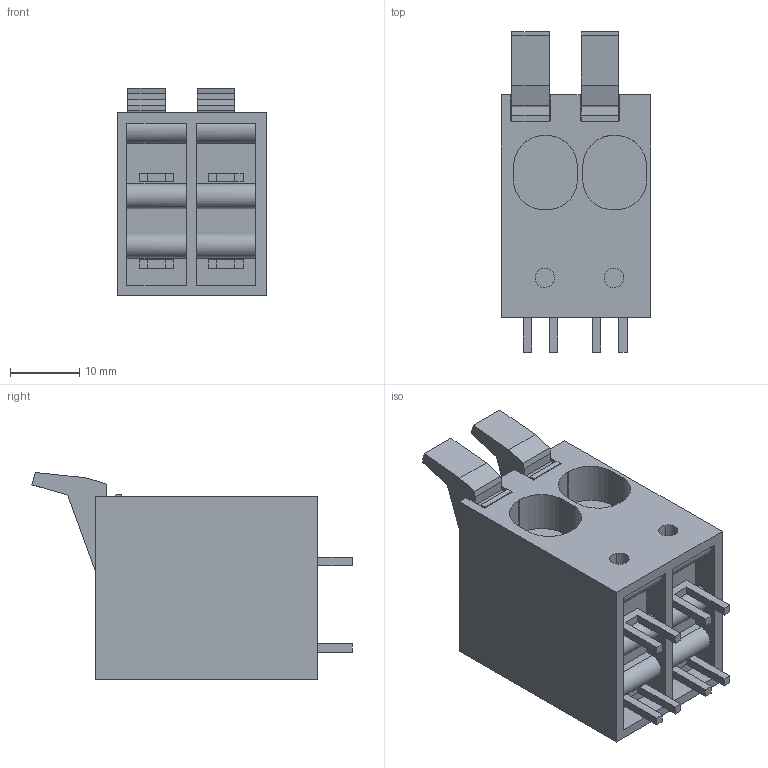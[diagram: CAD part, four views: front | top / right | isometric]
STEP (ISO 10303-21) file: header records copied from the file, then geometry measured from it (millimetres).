
FILE_DESCRIPTION(('CATIA V5R24 STEP','CAx-IF Rec.Pracs.--- Model Styling and Organization---1.2---2011-12-15'),'2;1');
FILE_NAME('1988600000.stp','2017-06-12T11:51:02+00:00',('Weidmueller Interface'),('WI'),'CATIA Version 5-6 Release 2014 SP4 HF52','CATIA V5 STEP AP214','none');
FILE_SCHEMA(('AUTOMOTIVE_DESIGN { 1 0 10303 214 1 1 1 1 }'));
Length unit declared in the file: millimetre
Products named in the file (1): 1988600000
Bounding box: 21.57 x 46.24 x 29.9 mm (x, y, z)
Volume: 15950.8 mm3; surface area: 6809.5 mm2
Topology: 7 solids, 7 shells, 144 faces, 388 edges, 264 vertices
Faces by surface type: plane 118, cylinder 26
Entity records: 4638 total; most frequent: CARTESIAN_POINT 982, ORIENTED_EDGE 776, DIRECTION 616, EDGE_CURVE 388, VECTOR 330, LINE 330, VERTEX_POINT 264, AXIS2_PLACEMENT_3D 166
